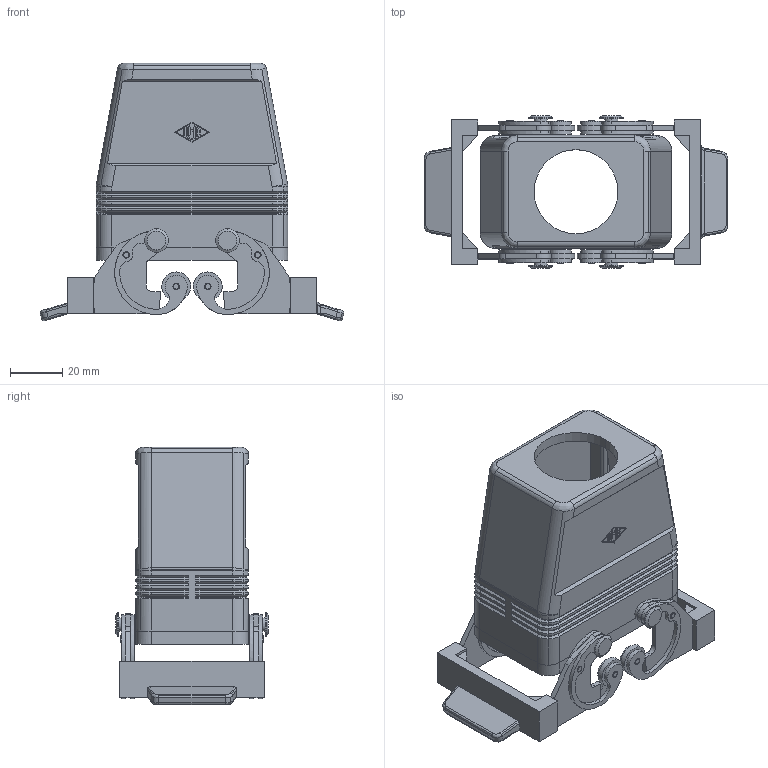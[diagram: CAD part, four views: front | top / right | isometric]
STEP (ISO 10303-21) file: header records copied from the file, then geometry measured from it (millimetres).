
FILE_DESCRIPTION((''),'2;1');
FILE_NAME('MFV 10 G32.stp','2006-12-21T11:25:36',('gembarski'),(''),'Autodesk Inventor 7','Autodesk Inventor 7','');
FILE_SCHEMA(('AUTOMOTIVE_DESIGN { 1 0 10303 214 1 1 1 1 }'));
Length unit declared in the file: millimetre
Products named in the file (1): CAV Tüllengehäuse 2 Bügel für einen Einsatz
Bounding box: 115.79 x 58 x 98.08 mm (x, y, z)
Volume: 85290 mm3; surface area: 50001.3 mm2
Topology: 1 solids, 5 shells, 832 faces, 2126 edges, 1326 vertices
Faces by surface type: bspline 267, plane 255, cylinder 222, cone 68, torus 16, sphere 4
Entity records: 28229 total; most frequent: CARTESIAN_POINT 8236, ORIENTED_EDGE 4232, DIRECTION 4176, EDGE_CURVE 2116, AXIS2_PLACEMENT_3D 1496, VERTEX_POINT 1326, VECTOR 1184, LINE 1184
